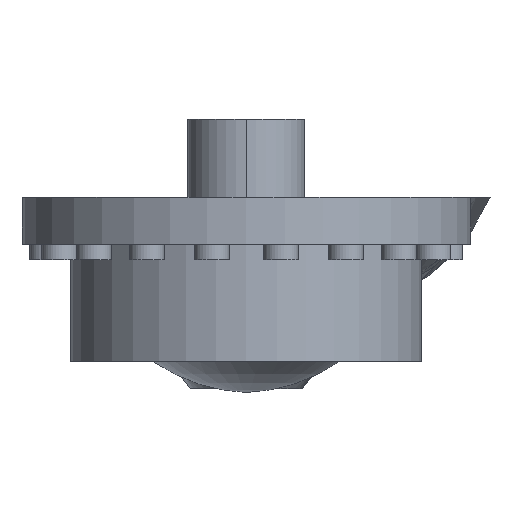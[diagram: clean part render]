
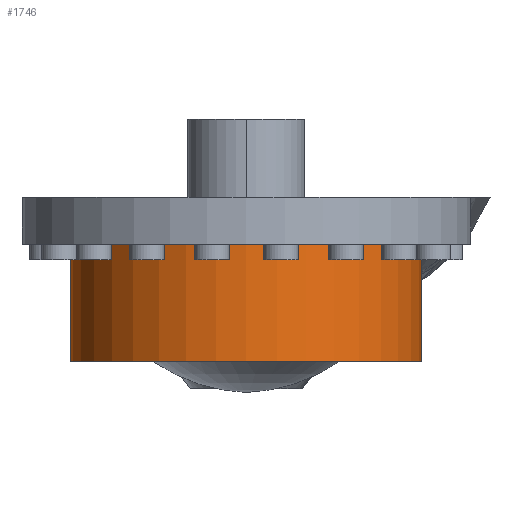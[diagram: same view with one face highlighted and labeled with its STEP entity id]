
A CAD part, left-side view. The second image highlights one B-rep face of the part: STEP entity #1746.
In plain terms, the highlighted cylindrical face has radius 45 mm (diameter 90 mm), a partial arc.
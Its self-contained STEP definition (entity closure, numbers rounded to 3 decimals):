
#3 = VERTEX_POINT ( 'NONE', #2050 ) ;
#36 = EDGE_CURVE ( 'NONE', #2126, #2650, #419, .T. ) ;
#72 = DIRECTION ( 'NONE',  ( 0., 0., 1. ) ) ;
#344 = EDGE_CURVE ( 'NONE', #2049, #3, #2341, .T. ) ;
#419 = LINE ( 'NONE', #1587, #1946 ) ;
#439 = CARTESIAN_POINT ( 'NONE',  ( 0., -45., -62. ) ) ;
#477 = DIRECTION ( 'NONE',  ( 0., 0., 1. ) ) ;
#482 = CARTESIAN_POINT ( 'NONE',  ( 0., 0., -32. ) ) ;
#542 = DIRECTION ( 'NONE',  ( 0., -1., 0. ) ) ;
#611 = VECTOR ( 'NONE', #477, 1000. ) ;
#789 = ORIENTED_EDGE ( 'NONE', *, *, #816, .T. ) ;
#792 = CARTESIAN_POINT ( 'NONE',  ( 0., 0., -62. ) ) ;
#802 = CIRCLE ( 'NONE', #2398, 45. ) ;
#816 = EDGE_CURVE ( 'NONE', #2650, #3, #802, .T. ) ;
#855 = DIRECTION ( 'NONE',  ( 0., 0., 1. ) ) ;
#858 = FACE_OUTER_BOUND ( 'NONE', #3155, .T. ) ;
#935 = EDGE_CURVE ( 'NONE', #2126, #2049, #1241, .T. ) ;
#1051 = DIRECTION ( 'NONE',  ( 0., -1., 0. ) ) ;
#1190 = CARTESIAN_POINT ( 'NONE',  ( 0., -45., -32. ) ) ;
#1241 = CIRCLE ( 'NONE', #1529, 45. ) ;
#1417 = CARTESIAN_POINT ( 'NONE',  ( 0., 45., -62. ) ) ;
#1529 = AXIS2_PLACEMENT_3D ( 'NONE', #792, #1802, #1051 ) ;
#1583 = ORIENTED_EDGE ( 'NONE', *, *, #36, .T. ) ;
#1587 = CARTESIAN_POINT ( 'NONE',  ( 0., -45., -62. ) ) ;
#1746 = ADVANCED_FACE ( 'NONE', ( #858 ), #2710, .T. ) ;
#1802 = DIRECTION ( 'NONE',  ( 0., 0., -1. ) ) ;
#1946 = VECTOR ( 'NONE', #72, 1000. ) ;
#1961 = CARTESIAN_POINT ( 'NONE',  ( 0., 45., -62. ) ) ;
#2049 = VERTEX_POINT ( 'NONE', #1417 ) ;
#2050 = CARTESIAN_POINT ( 'NONE',  ( 0., 45., -32. ) ) ;
#2126 = VERTEX_POINT ( 'NONE', #439 ) ;
#2337 = DIRECTION ( 'NONE',  ( 0., 1., 0. ) ) ;
#2341 = LINE ( 'NONE', #1961, #611 ) ;
#2398 = AXIS2_PLACEMENT_3D ( 'NONE', #482, #2504, #542 ) ;
#2504 = DIRECTION ( 'NONE',  ( 0., 0., -1. ) ) ;
#2598 = CARTESIAN_POINT ( 'NONE',  ( 0., 0., -62. ) ) ;
#2626 = ORIENTED_EDGE ( 'NONE', *, *, #344, .F. ) ;
#2650 = VERTEX_POINT ( 'NONE', #1190 ) ;
#2654 = AXIS2_PLACEMENT_3D ( 'NONE', #2598, #855, #2337 ) ;
#2710 = CYLINDRICAL_SURFACE ( 'NONE', #2654, 45. ) ;
#3126 = ORIENTED_EDGE ( 'NONE', *, *, #935, .F. ) ;
#3155 = EDGE_LOOP ( 'NONE', ( #3126, #1583, #789, #2626 ) ) ;
